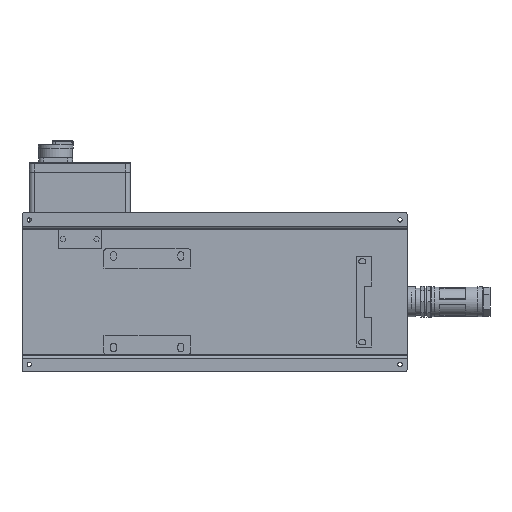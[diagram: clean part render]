
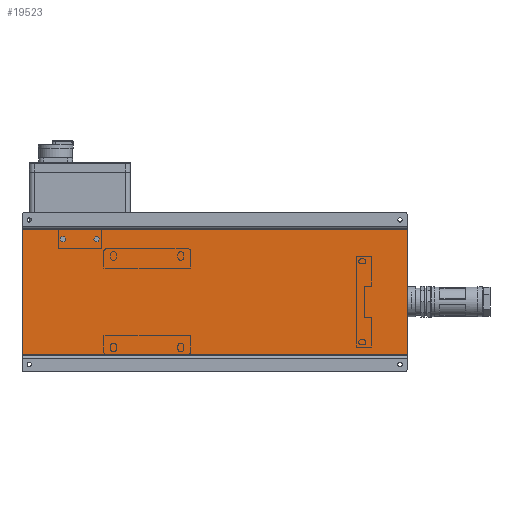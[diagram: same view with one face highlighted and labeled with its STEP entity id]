
A CAD part, front view. The second image highlights one B-rep face of the part: STEP entity #19523.
In plain terms, the highlighted planar face has unit normal (0, -1, 0).
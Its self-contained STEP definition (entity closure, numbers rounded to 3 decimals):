
#12 = VERTEX_POINT ( 'NONE', #36457 ) ;
#106 = VERTEX_POINT ( 'NONE', #27075 ) ;
#366 = EDGE_CURVE ( 'NONE', #24822, #106, #39714, .T. ) ;
#423 = VECTOR ( 'NONE', #22761, 1000. ) ;
#697 = DIRECTION ( 'NONE',  ( 0., 0., -1. ) ) ;
#769 = DIRECTION ( 'NONE',  ( 0., 1., 0. ) ) ;
#4178 = CARTESIAN_POINT ( 'NONE',  ( -400., 52., -130. ) ) ;
#6928 = EDGE_CURVE ( 'NONE', #12, #17506, #22522, .T. ) ;
#7319 = CARTESIAN_POINT ( 'NONE',  ( -400., 52., 130. ) ) ;
#8459 = CARTESIAN_POINT ( 'NONE',  ( 400., 52., -130. ) ) ;
#8849 = CARTESIAN_POINT ( 'NONE',  ( 400., 52., 130. ) ) ;
#11993 = VECTOR ( 'NONE', #43688, 1000. ) ;
#13471 = EDGE_LOOP ( 'NONE', ( #28348, #24642, #38297, #28223 ) ) ;
#15152 = LINE ( 'NONE', #40424, #11993 ) ;
#16923 = DIRECTION ( 'NONE',  ( -1., 0., 0. ) ) ;
#17506 = VERTEX_POINT ( 'NONE', #8459 ) ;
#18060 = VECTOR ( 'NONE', #16923, 1000. ) ;
#18202 = AXIS2_PLACEMENT_3D ( 'NONE', #31801, #769, #39563 ) ;
#19523 = ADVANCED_FACE ( 'NONE', ( #32248 ), #32696, .F. ) ;
#22522 = LINE ( 'NONE', #36812, #423 ) ;
#22761 = DIRECTION ( 'NONE',  ( 0., 0., -1. ) ) ;
#24642 = ORIENTED_EDGE ( 'NONE', *, *, #27274, .F. ) ;
#24822 = VERTEX_POINT ( 'NONE', #7319 ) ;
#27075 = CARTESIAN_POINT ( 'NONE',  ( -400., 52., -130. ) ) ;
#27274 = EDGE_CURVE ( 'NONE', #17506, #106, #15152, .T. ) ;
#28223 = ORIENTED_EDGE ( 'NONE', *, *, #29021, .T. ) ;
#28348 = ORIENTED_EDGE ( 'NONE', *, *, #366, .T. ) ;
#29021 = EDGE_CURVE ( 'NONE', #12, #24822, #30244, .T. ) ;
#30244 = LINE ( 'NONE', #8849, #18060 ) ;
#31801 = CARTESIAN_POINT ( 'NONE',  ( 400., 52., -130. ) ) ;
#32248 = FACE_OUTER_BOUND ( 'NONE', #13471, .T. ) ;
#32696 = PLANE ( 'NONE',  #18202 ) ;
#36457 = CARTESIAN_POINT ( 'NONE',  ( 400., 52., 130. ) ) ;
#36812 = CARTESIAN_POINT ( 'NONE',  ( 400., 52., 130. ) ) ;
#38297 = ORIENTED_EDGE ( 'NONE', *, *, #6928, .F. ) ;
#39563 = DIRECTION ( 'NONE',  ( 0., 0., 1. ) ) ;
#39714 = LINE ( 'NONE', #4178, #43325 ) ;
#40424 = CARTESIAN_POINT ( 'NONE',  ( 400., 52., -130. ) ) ;
#43325 = VECTOR ( 'NONE', #697, 1000. ) ;
#43688 = DIRECTION ( 'NONE',  ( -1., 0., 0. ) ) ;
